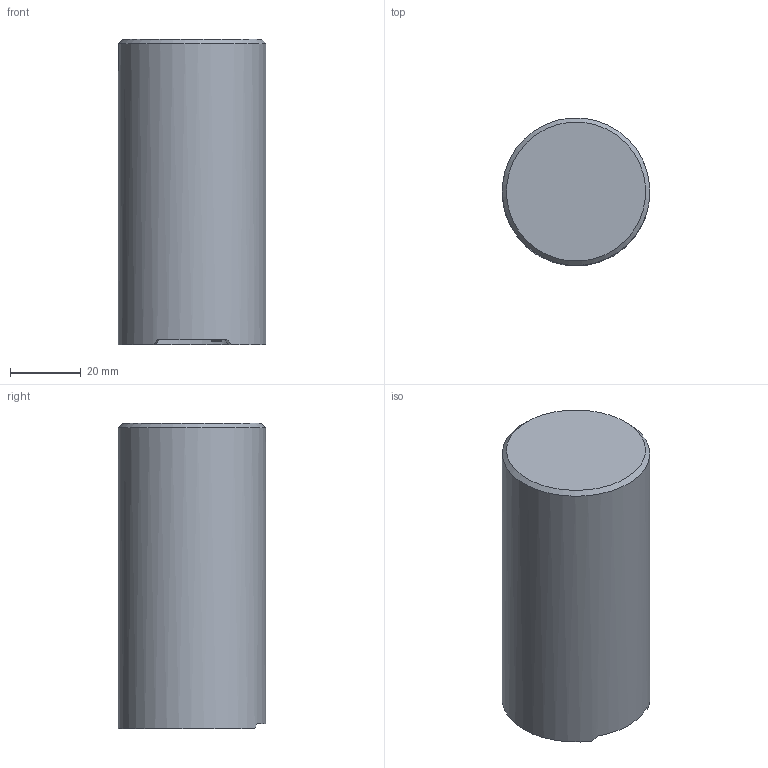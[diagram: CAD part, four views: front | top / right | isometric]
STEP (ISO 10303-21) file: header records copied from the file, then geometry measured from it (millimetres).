
FILE_DESCRIPTION(/* description */ (''),/* implementation_level */ '2;1');
FILE_NAME(/* name */ 'Led Jar Cover.step',/* time_stamp */ '2022-12-13T23:44:41+02:00',/* author */ (''),/* organization */ (''),/* preprocessor_version */ 'ST-DEVELOPER v19.2',/* originating_system */ 'Autodesk Translation Framework v11.17.0.187',/* authorisation */ '');
FILE_SCHEMA (('AUTOMOTIVE_DESIGN { 1 0 10303 214 3 1 1 }'));
Length unit declared in the file: millimetre
Products named in the file (2): Led Jar Parametric; Lid
Assembly tree (1 placements, depth 2):
  Led Jar Parametric
    Lid
Bounding box: 41.65 x 41.69 x 86.2 mm (x, y, z)
Volume: 14584.6 mm3; surface area: 24290.7 mm2
Topology: 1 solids, 1 shells, 22 faces, 50 edges, 33 vertices
Faces by surface type: plane 12, cone 8, cylinder 2
Full cylindrical faces by diameter (mm): 39.3 x1, 41.7 x1
Entity records: 671 total; most frequent: CARTESIAN_POINT 132, DIRECTION 112, ORIENTED_EDGE 100, EDGE_CURVE 50, AXIS2_PLACEMENT_3D 49, VERTEX_POINT 33, EDGE_LOOP 25, FACE_OUTER_BOUND 22
